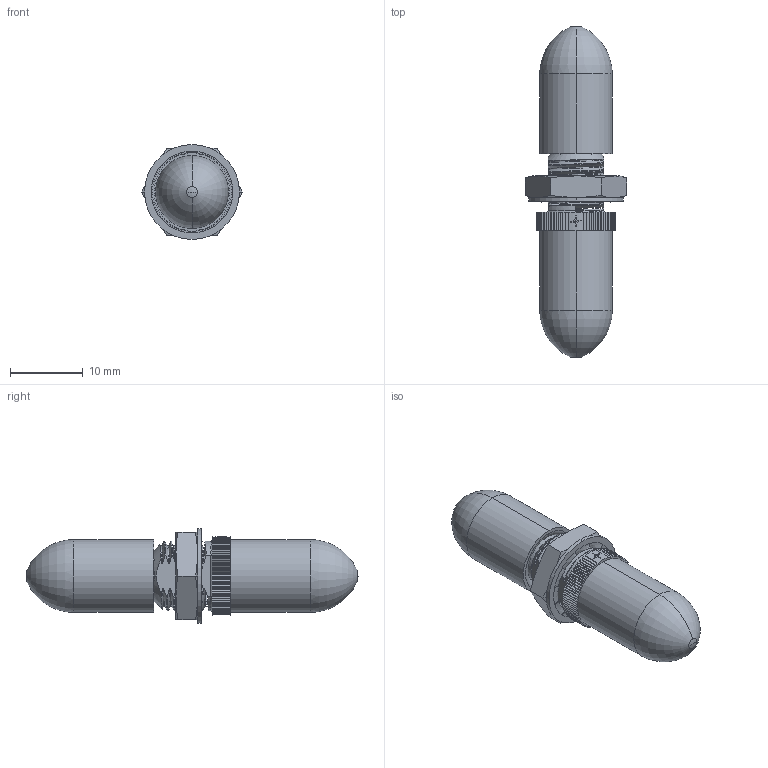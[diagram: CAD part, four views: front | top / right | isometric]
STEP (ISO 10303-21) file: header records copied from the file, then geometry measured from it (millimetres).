
FILE_DESCRIPTION (( 'STEP AP214' ), '1' );
FILE_NAME ('J08011A0002.STEP', '2018-08-06T04:59:27', ( '' ), ( '' ), 'SwSTEP 2.0', 'SolidWorks 2018', '' );
FILE_SCHEMA (( 'AUTOMOTIVE_DESIGN' ));
Length unit declared in the file: millimetre
Products named in the file (1): J08011A0002
Bounding box: 13.86 x 45.54 x 13 mm (x, y, z)
Surface area: 2028.4 mm2 (no closed solid volume)
Topology: 0 solids, 6 shells, 303 faces, 1098 edges, 770 vertices
Faces by surface type: plane 215, bspline 43, cylinder 19, cone 11, torus 11, sphere 4
Entity records: 25362 total; most frequent: CARTESIAN_POINT 13588, ORIENTED_EDGE 1888, DIRECTION 1384, EDGE_CURVE 1098, VERTEX_POINT 770, VECTOR 660, LINE 660, AXIS2_PLACEMENT_3D 362
